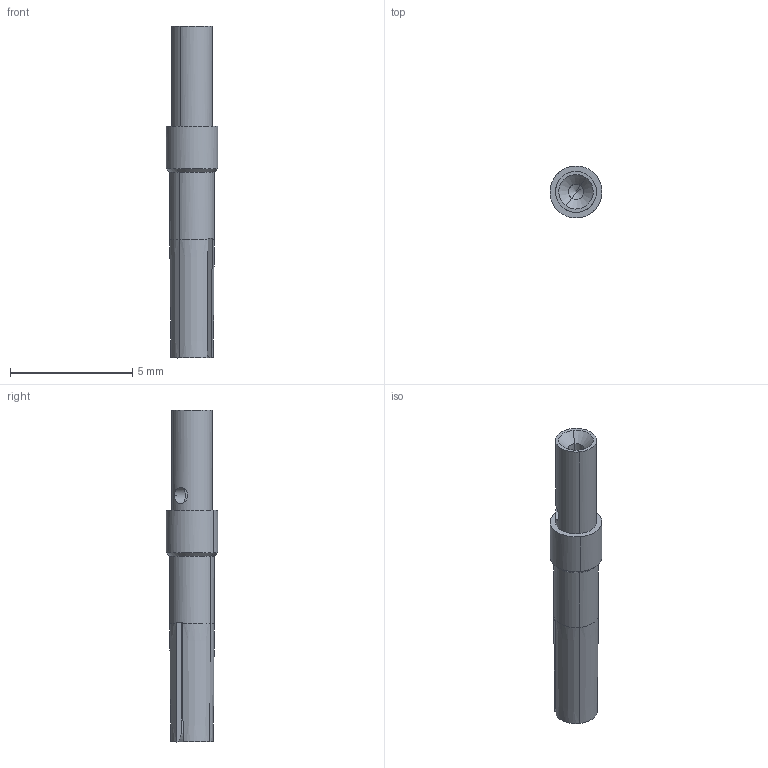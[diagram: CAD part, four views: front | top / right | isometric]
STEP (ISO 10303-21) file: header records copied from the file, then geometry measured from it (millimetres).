
FILE_DESCRIPTION(('CATIA V5 STEP Exchange','CAx-IF Rec.Pracs.--- Model Styling and Organization---1.4--- 2014-01-23'),'2;1');
FILE_NAME ('1255410-1_0', '2020-12-18T07:59:46+00:00', ('none'), ('Weidmueller'), 'CATIA Version 5-6 Release 2016 SP3 HF44', 'CATIA V5 STEP AP214', 'none');
FILE_SCHEMA(('AUTOMOTIVE_DESIGN { 1 0 10303 214 1 1 1 1 }'));
Length unit declared in the file: millimetre
Products named in the file (1): 2748730000
Bounding box: 2.13 x 2.13 x 13.6 mm (x, y, z)
Volume: 26.1 mm3; surface area: 113.5 mm2
Topology: 1 solids, 1 shells, 42 faces, 103 edges, 61 vertices
Faces by surface type: cylinder 12, cone 12, plane 10, revolution 4, torus 4
Entity records: 1349 total; most frequent: CARTESIAN_POINT 446, ORIENTED_EDGE 198, DIRECTION 138, EDGE_CURVE 99, AXIS2_PLACEMENT_3D 64, VERTEX_POINT 61, EDGE_LOOP 46, ADVANCED_FACE 42
